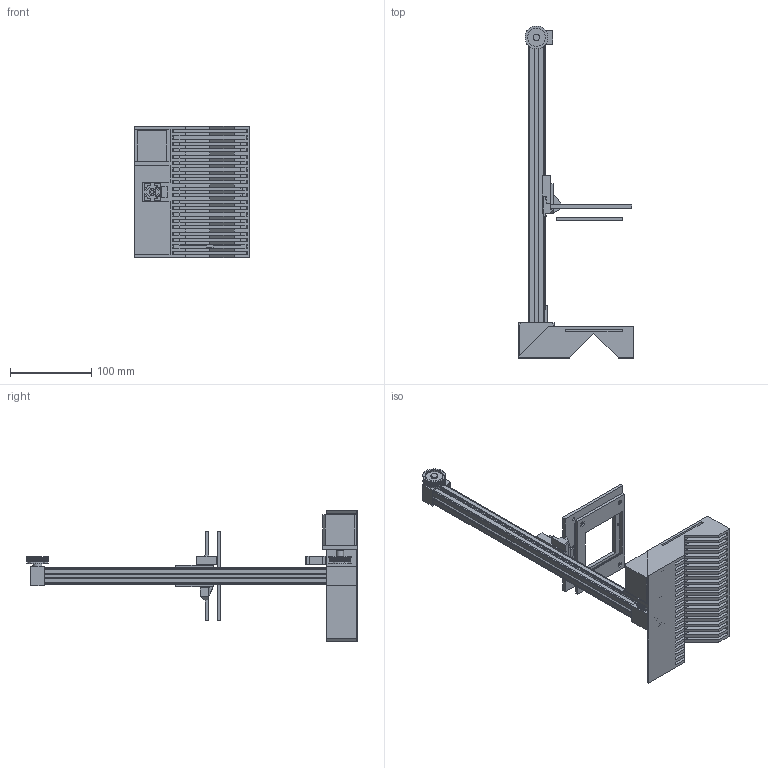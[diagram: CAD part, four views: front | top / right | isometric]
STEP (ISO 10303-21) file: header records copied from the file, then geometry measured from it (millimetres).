
FILE_DESCRIPTION(/* description */ (''),/* implementation_level */ '2;1');
FILE_NAME(/* name */ '3D Display Assembly.step',/* time_stamp */ '2021-01-04T18:37:58+01:00',/* author */ (''),/* organization */ (''),/* preprocessor_version */ 'ST-DEVELOPER v18.1',/* originating_system */ 'Autodesk Translation Framework v9.7.1.1290',/* authorisation */ '');
FILE_SCHEMA (('AUTOMOTIVE_DESIGN { 1 0 10303 214 3 1 1 }'));
Length unit declared in the file: millimetre
Products named in the file (18): 3D Display Assembly; extrusion 2020 v4; extrusion profile; linear rail guide mgn12h (6) v3; rail; Nema17 (3) v1; linear rail carriage mgn12h (6) v3; carriage; Bearing; cap; roller (1); roller; display clamp; Display; base; lens clamp; lens holder; belt clamp
Assembly tree (17 placements, depth 3):
  3D Display Assembly
    extrusion 2020 v4
      extrusion profile
    linear rail guide mgn12h (6) v3
      rail
    Nema17 (3) v1
    linear rail carriage mgn12h (6) v3
      carriage
    Bearing
    cap
    roller (1)
    roller
    display clamp
    Display
    base
    lens clamp
    lens holder
    belt clamp
Bounding box: 141.83 x 408.7 x 162 mm (x, y, z)
Volume: 559634.5 mm3; surface area: 358518 mm2
Topology: 14 solids, 14 shells, 1089 faces, 3010 edges, 1973 vertices
Faces by surface type: plane 962, cylinder 119, bspline 8
Full cylindrical faces by diameter (mm): 2.529 x4, 2.929 x4, 3 x4, 3.3 x7, 3.4 x4, 4.3 x1, 5.5 x1, 8 x2, 9 x1, 11 x1, 22 x3, 23 x1, 28 x4
Entity records: 35251 total; most frequent: CARTESIAN_POINT 6691, ORIENTED_EDGE 6020, DIRECTION 5464, EDGE_CURVE 3010, LINE 2756, VECTOR 2756, VERTEX_POINT 1973, AXIS2_PLACEMENT_3D 1354
